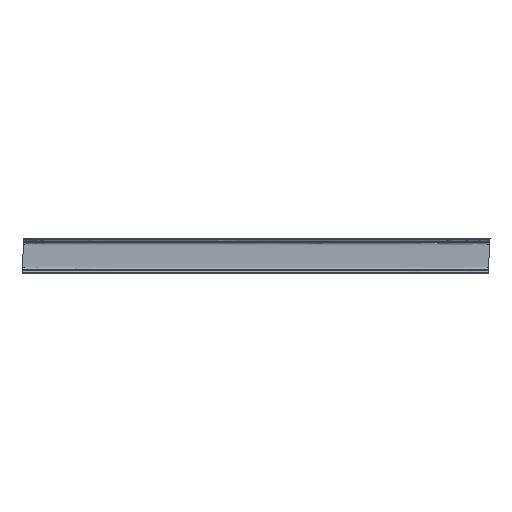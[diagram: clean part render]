
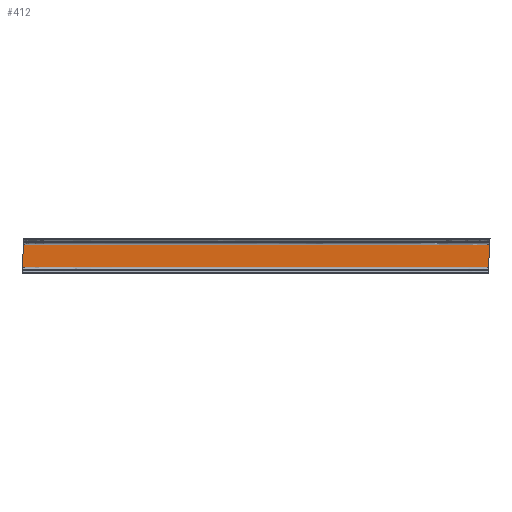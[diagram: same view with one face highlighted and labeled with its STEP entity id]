
A CAD part, left-side view. The second image highlights one B-rep face of the part: STEP entity #412.
In plain terms, the highlighted free-form (B-spline) face has degree [1, 1] with [2, 2] control points.
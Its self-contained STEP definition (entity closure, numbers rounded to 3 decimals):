
#9 = CARTESIAN_POINT ( 'NONE',  ( -48.432, -14.332, -39.289 ) ) ;
#28 = CARTESIAN_POINT ( 'NONE',  ( -48.432, 1350.92, -82.133 ) ) ;
#49 = CARTESIAN_POINT ( 'NONE',  ( -48.432, 1342.771, -82.133 ) ) ;
#66 = CARTESIAN_POINT ( 'NONE',  ( -48.432, -15.455, -17.867 ) ) ;
#87 = EDGE_CURVE ( 'NONE', #475, #530, #538, .T. ) ;
#94 = VERTEX_POINT ( 'NONE', #485 ) ;
#177 = CARTESIAN_POINT ( 'NONE',  ( -48.432, 1339.403, -17.867 ) ) ;
#184 = CARTESIAN_POINT ( 'NONE',  ( -48.432, -12.087, -82.133 ) ) ;
#208 = EDGE_CURVE ( 'NONE', #479, #475, #459, .T. ) ;
#222 = B_SPLINE_CURVE_WITH_KNOTS ( 'NONE', 1,
 ( #367, #49 ),
 .UNSPECIFIED., .F., .F.,
 ( 2, 2 ),
 ( -1., 0. ),
 .UNSPECIFIED. ) ;
#263 = ORIENTED_EDGE ( 'NONE', *, *, #87, .F. ) ;
#308 = CARTESIAN_POINT ( 'NONE',  ( -48.432, -23.604, -17.867 ) ) ;
#329 = CARTESIAN_POINT ( 'NONE',  ( -48.432, -15.455, -17.867 ) ) ;
#358 = CARTESIAN_POINT ( 'NONE',  ( -48.432, 1342.771, -82.133 ) ) ;
#367 = CARTESIAN_POINT ( 'NONE',  ( -48.432, -12.087, -82.133 ) ) ;
#373 = ORIENTED_EDGE ( 'NONE', *, *, #537, .F. ) ;
#375 = EDGE_CURVE ( 'NONE', #94, #530, #398, .T. ) ;
#398 = B_SPLINE_CURVE_WITH_KNOTS ( 'NONE', 3,
 ( #184, #655, #9, #66 ),
 .UNSPECIFIED., .F., .F.,
 ( 4, 4 ),
 ( 0., 1. ),
 .UNSPECIFIED. ) ;
#412 = ADVANCED_FACE ( 'NONE', ( #560 ), #472, .F. ) ;
#459 = B_SPLINE_CURVE_WITH_KNOTS ( 'NONE', 1,
 ( #558, #461 ),
 .UNSPECIFIED., .F., .F.,
 ( 2, 2 ),
 ( 0., 1. ),
 .UNSPECIFIED. ) ;
#461 = CARTESIAN_POINT ( 'NONE',  ( -48.432, 1339.403, -17.867 ) ) ;
#472 = B_SPLINE_SURFACE_WITH_KNOTS ( 'NONE', 1, 1, ( 
 ( #28, #572 ),
 ( #665, #308 ) ),
 .UNSPECIFIED., .F., .F., .F.,
 ( 2, 2 ),
 ( 2, 2 ),
 ( 0., 1. ),
 ( 0., 1. ),
 .UNSPECIFIED. ) ;
#475 = VERTEX_POINT ( 'NONE', #569 ) ;
#479 = VERTEX_POINT ( 'NONE', #358 ) ;
#485 = CARTESIAN_POINT ( 'NONE',  ( -48.432, -12.087, -82.133 ) ) ;
#530 = VERTEX_POINT ( 'NONE', #684 ) ;
#532 = ORIENTED_EDGE ( 'NONE', *, *, #375, .T. ) ;
#537 = EDGE_CURVE ( 'NONE', #94, #479, #222, .T. ) ;
#538 = B_SPLINE_CURVE_WITH_KNOTS ( 'NONE', 1,
 ( #177, #329 ),
 .UNSPECIFIED., .F., .F.,
 ( 2, 2 ),
 ( -1., 0. ),
 .UNSPECIFIED. ) ;
#539 = ORIENTED_EDGE ( 'NONE', *, *, #208, .F. ) ;
#558 = CARTESIAN_POINT ( 'NONE',  ( -48.432, 1342.771, -82.133 ) ) ;
#560 = FACE_OUTER_BOUND ( 'NONE', #636, .T. ) ;
#569 = CARTESIAN_POINT ( 'NONE',  ( -48.432, 1339.403, -17.867 ) ) ;
#572 = CARTESIAN_POINT ( 'NONE',  ( -48.432, -23.604, -82.133 ) ) ;
#636 = EDGE_LOOP ( 'NONE', ( #373, #532, #263, #539 ) ) ;
#655 = CARTESIAN_POINT ( 'NONE',  ( -48.432, -13.209, -60.711 ) ) ;
#665 = CARTESIAN_POINT ( 'NONE',  ( -48.432, 1350.92, -17.867 ) ) ;
#684 = CARTESIAN_POINT ( 'NONE',  ( -48.432, -15.455, -17.867 ) ) ;
